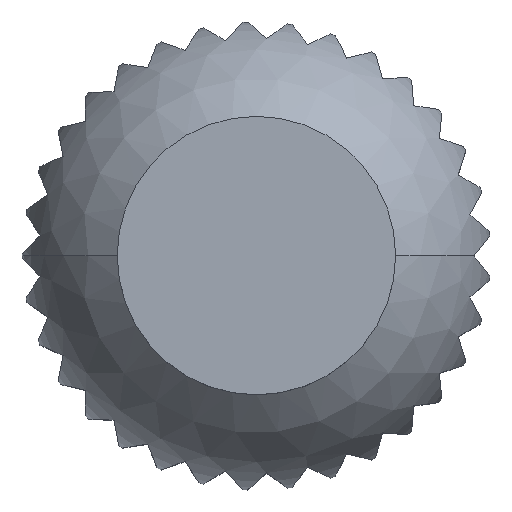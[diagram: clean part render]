
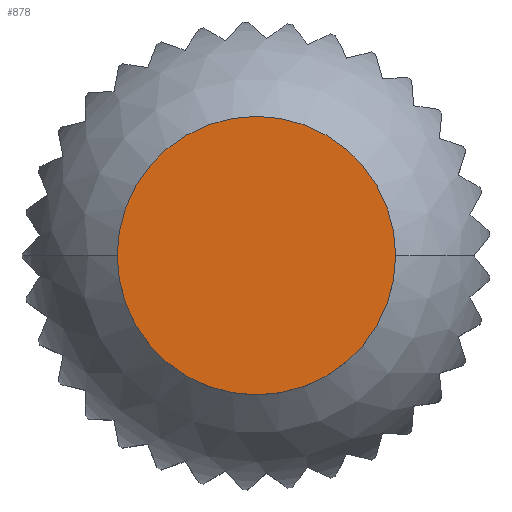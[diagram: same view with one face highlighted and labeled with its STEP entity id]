
A CAD part, top view. The second image highlights one B-rep face of the part: STEP entity #878.
In plain terms, the highlighted planar face has unit normal (0, 0, 1).
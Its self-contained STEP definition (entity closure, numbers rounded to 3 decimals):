
#780=VERTEX_POINT('',#1633);
#864=EDGE_CURVE('',#780,#882,#1726,.T.);
#878=ADVANCED_FACE('',(#1741),#1742,.T.);
#882=VERTEX_POINT('',#1746);
#1062=EDGE_CURVE('',#882,#780,#1961,.T.);
#1633=CARTESIAN_POINT('',(-9.5,0.,78.));
#1726=CIRCLE('',#2752,9.5);
#1741=FACE_OUTER_BOUND('',#2771,.T.);
#1742=PLANE('',#2772);
#1746=CARTESIAN_POINT('',(9.5,0.,78.));
#1961=CIRCLE('',#3057,9.5);
#2752=AXIS2_PLACEMENT_3D('',#3925,#3926,#3927);
#2771=EDGE_LOOP('',(#3947,#3948));
#2772=AXIS2_PLACEMENT_3D('',#3949,#3950,#3951);
#3057=AXIS2_PLACEMENT_3D('',#4207,#4208,#4209);
#3925=CARTESIAN_POINT('',(0.,0.,78.));
#3926=DIRECTION('',(0.0,0.0,1.0));
#3927=DIRECTION('',(1.0,0.,0.0));
#3947=ORIENTED_EDGE('',*,*,#1062,.T.);
#3948=ORIENTED_EDGE('',*,*,#864,.T.);
#3949=CARTESIAN_POINT('',(4.75,0.,78.));
#3950=DIRECTION('',(0.0,0.0,1.0));
#3951=DIRECTION('',(-1.0,0.,0.0));
#4207=CARTESIAN_POINT('',(0.,0.,78.));
#4208=DIRECTION('',(0.0,0.0,1.0));
#4209=DIRECTION('',(1.0,0.,0.0));
